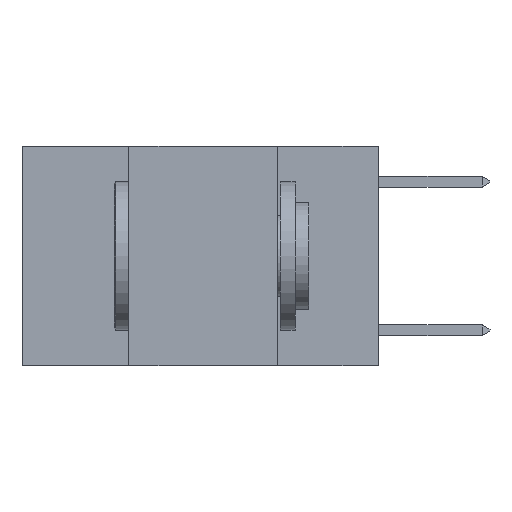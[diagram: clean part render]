
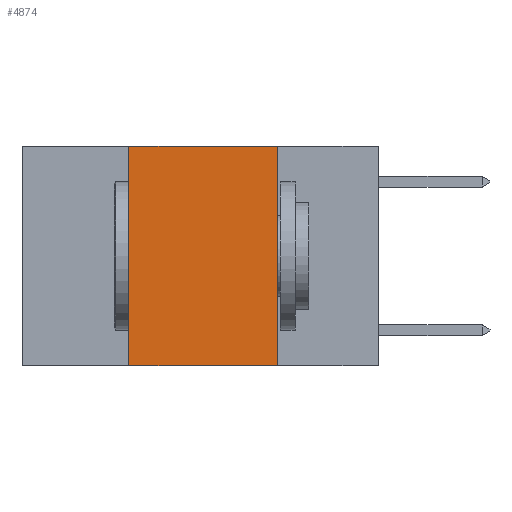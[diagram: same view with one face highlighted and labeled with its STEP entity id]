
A CAD part, left-side view. The second image highlights one B-rep face of the part: STEP entity #4874.
In plain terms, the highlighted planar face has unit normal (-1, 0, 0).
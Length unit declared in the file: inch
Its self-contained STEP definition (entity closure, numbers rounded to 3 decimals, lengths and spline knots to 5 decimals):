
#342 = CARTESIAN_POINT ( 'NONE',  ( 0., 0.6, 0. ) ) ;
#561 = DIRECTION ( 'NONE',  ( 0., 0., -1. ) ) ;
#774 = VECTOR ( 'NONE', #561, 39.37008 ) ;
#1083 = PLANE ( 'NONE',  #4354 ) ;
#1132 = CARTESIAN_POINT ( 'NONE',  ( 0., 0.17, -0.37 ) ) ;
#1782 = FACE_OUTER_BOUND ( 'NONE', #3205, .T. ) ;
#1833 = DIRECTION ( 'NONE',  ( 1., 0., 0. ) ) ;
#2512 = VERTEX_POINT ( 'NONE', #3771 ) ;
#2846 = EDGE_CURVE ( 'NONE', #4961, #6050, #3240, .T. ) ;
#2898 = DIRECTION ( 'NONE',  ( 0., -1., 0. ) ) ;
#2977 = EDGE_CURVE ( 'NONE', #3182, #2512, #9526, .T. ) ;
#3182 = VERTEX_POINT ( 'NONE', #6909 ) ;
#3205 = EDGE_LOOP ( 'NONE', ( #8154, #4989, #4146, #3599 ) ) ;
#3240 = LINE ( 'NONE', #8767, #774 ) ;
#3473 = CARTESIAN_POINT ( 'NONE',  ( 0., 0.17, 0. ) ) ;
#3599 = ORIENTED_EDGE ( 'NONE', *, *, #3607, .T. ) ;
#3607 = EDGE_CURVE ( 'NONE', #3182, #6050, #8380, .T. ) ;
#3771 = CARTESIAN_POINT ( 'NONE',  ( 0., 0.42, 0. ) ) ;
#4146 = ORIENTED_EDGE ( 'NONE', *, *, #2977, .F. ) ;
#4354 = AXIS2_PLACEMENT_3D ( 'NONE', #342, #1833, #7077 ) ;
#4407 = CARTESIAN_POINT ( 'NONE',  ( 0., 0.6, -0.37 ) ) ;
#4874 = ADVANCED_FACE ( 'NONE', ( #1782 ), #1083, .F. ) ;
#4961 = VERTEX_POINT ( 'NONE', #3473 ) ;
#4989 = ORIENTED_EDGE ( 'NONE', *, *, #8768, .F. ) ;
#6050 = VERTEX_POINT ( 'NONE', #1132 ) ;
#6622 = VECTOR ( 'NONE', #8876, 39.37008 ) ;
#6909 = CARTESIAN_POINT ( 'NONE',  ( 0., 0.42, -0.37 ) ) ;
#7077 = DIRECTION ( 'NONE',  ( 0., 0., -1. ) ) ;
#7432 = DIRECTION ( 'NONE',  ( 0., 0., 1. ) ) ;
#7576 = VECTOR ( 'NONE', #7432, 39.37008 ) ;
#7708 = LINE ( 'NONE', #8886, #9426 ) ;
#8154 = ORIENTED_EDGE ( 'NONE', *, *, #2846, .F. ) ;
#8380 = LINE ( 'NONE', #4407, #6622 ) ;
#8767 = CARTESIAN_POINT ( 'NONE',  ( 0., 0.17, 0. ) ) ;
#8768 = EDGE_CURVE ( 'NONE', #2512, #4961, #7708, .T. ) ;
#8876 = DIRECTION ( 'NONE',  ( 0., -1., 0. ) ) ;
#8886 = CARTESIAN_POINT ( 'NONE',  ( 0., 0.6, 0. ) ) ;
#8887 = CARTESIAN_POINT ( 'NONE',  ( 0., 0.42, 0. ) ) ;
#9426 = VECTOR ( 'NONE', #2898, 39.37008 ) ;
#9526 = LINE ( 'NONE', #8887, #7576 ) ;
